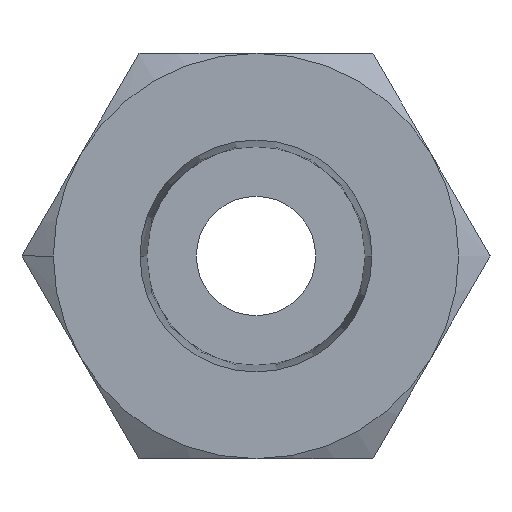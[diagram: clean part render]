
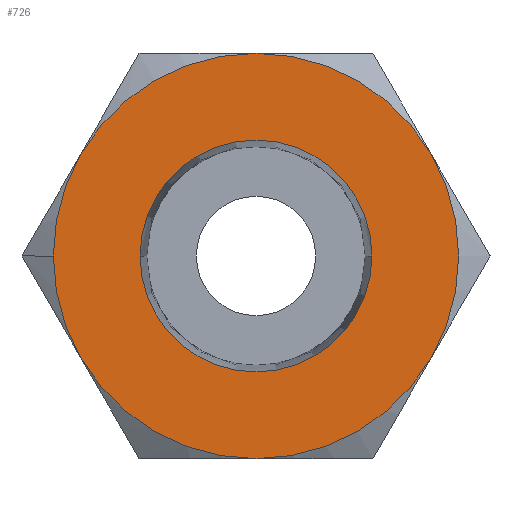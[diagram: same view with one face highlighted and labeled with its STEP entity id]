
A CAD part, front view. The second image highlights one B-rep face of the part: STEP entity #726.
In plain terms, the highlighted planar face has unit normal (0, -1, 0).
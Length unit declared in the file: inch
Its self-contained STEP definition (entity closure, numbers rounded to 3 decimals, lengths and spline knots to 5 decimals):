
#121 = DIRECTION ( 'NONE',  ( 0., 1., 0. ) ) ;
#172 = ORIENTED_EDGE ( 'NONE', *, *, #786, .T. ) ;
#185 = CARTESIAN_POINT ( 'NONE',  ( 0.28981, -0.51181, -0.16732 ) ) ;
#236 = EDGE_CURVE ( 'NONE', #2799, #3254, #2148, .T. ) ;
#295 = CARTESIAN_POINT ( 'NONE',  ( -0.28981, -0.51181, 0.16732 ) ) ;
#373 = AXIS2_PLACEMENT_3D ( 'NONE', #1858, #1842, #1832 ) ;
#459 = DIRECTION ( 'NONE',  ( -1., 0., 0. ) ) ;
#533 = DIRECTION ( 'NONE',  ( 0., -1., 0. ) ) ;
#540 = EDGE_CURVE ( 'NONE', #959, #1741, #1498, .T. ) ;
#546 = CARTESIAN_POINT ( 'NONE',  ( 0., -0.51181, 0. ) ) ;
#573 = AXIS2_PLACEMENT_3D ( 'NONE', #1968, #1954, #1950 ) ;
#645 = AXIS2_PLACEMENT_3D ( 'NONE', #3032, #3022, #3009 ) ;
#665 = EDGE_CURVE ( 'NONE', #1741, #3807, #2095, .T. ) ;
#723 = DIRECTION ( 'NONE',  ( -1., 0., 0. ) ) ;
#726 = ADVANCED_FACE ( 'NONE', ( #1621, #882 ), #2141, .T. ) ;
#727 = DIRECTION ( 'NONE',  ( 0., -1., 0. ) ) ;
#735 = EDGE_CURVE ( 'NONE', #3807, #3813, #3598, .T. ) ;
#738 = AXIS2_PLACEMENT_3D ( 'NONE', #1759, #3777, #2046 ) ;
#786 = EDGE_CURVE ( 'NONE', #3813, #3534, #1720, .T. ) ;
#790 = CARTESIAN_POINT ( 'NONE',  ( 0.1915, -0.51181, 0. ) ) ;
#815 = EDGE_CURVE ( 'NONE', #3534, #2799, #2835, .T. ) ;
#839 = VERTEX_POINT ( 'NONE', #790 ) ;
#882 = FACE_OUTER_BOUND ( 'NONE', #3581, .T. ) ;
#944 = ORIENTED_EDGE ( 'NONE', *, *, #2218, .T. ) ;
#959 = VERTEX_POINT ( 'NONE', #185 ) ;
#1050 = DIRECTION ( 'NONE',  ( -1., 0., 0. ) ) ;
#1053 = DIRECTION ( 'NONE',  ( 0., -1., 0. ) ) ;
#1060 = CARTESIAN_POINT ( 'NONE',  ( 0., -0.51181, 0. ) ) ;
#1226 = DIRECTION ( 'NONE',  ( -1., 0., 0. ) ) ;
#1238 = DIRECTION ( 'NONE',  ( 0., -1., 0. ) ) ;
#1253 = CARTESIAN_POINT ( 'NONE',  ( 0., -0.51181, 0. ) ) ;
#1349 = ORIENTED_EDGE ( 'NONE', *, *, #2661, .T. ) ;
#1371 = EDGE_LOOP ( 'NONE', ( #1349, #3565 ) ) ;
#1400 = CARTESIAN_POINT ( 'NONE',  ( 0.28981, -0.51181, 0.16732 ) ) ;
#1428 = AXIS2_PLACEMENT_3D ( 'NONE', #1060, #1053, #1050 ) ;
#1447 = AXIS2_PLACEMENT_3D ( 'NONE', #546, #533, #459 ) ;
#1498 = CIRCLE ( 'NONE', #645, 0.33465 ) ;
#1621 = FACE_BOUND ( 'NONE', #1371, .T. ) ;
#1675 = AXIS2_PLACEMENT_3D ( 'NONE', #1253, #1238, #1226 ) ;
#1692 = AXIS2_PLACEMENT_3D ( 'NONE', #2553, #2545, #2540 ) ;
#1720 = CIRCLE ( 'NONE', #1428, 0.33465 ) ;
#1741 = VERTEX_POINT ( 'NONE', #1400 ) ;
#1759 = CARTESIAN_POINT ( 'NONE',  ( 0., -0.51181, 0. ) ) ;
#1784 = CARTESIAN_POINT ( 'NONE',  ( -0.28981, -0.51181, -0.16732 ) ) ;
#1832 = DIRECTION ( 'NONE',  ( -1., 0., 0. ) ) ;
#1842 = DIRECTION ( 'NONE',  ( 0., -1., 0. ) ) ;
#1858 = CARTESIAN_POINT ( 'NONE',  ( 0., -0.51181, 0. ) ) ;
#1943 = CARTESIAN_POINT ( 'NONE',  ( 0., -0.51181, 0. ) ) ;
#1950 = DIRECTION ( 'NONE',  ( 0., 0., -1. ) ) ;
#1954 = DIRECTION ( 'NONE',  ( 0., -1., 0. ) ) ;
#1968 = CARTESIAN_POINT ( 'NONE',  ( 0.16732, -0.51181, 0. ) ) ;
#2046 = DIRECTION ( 'NONE',  ( 1., 0., 0. ) ) ;
#2053 = ORIENTED_EDGE ( 'NONE', *, *, #665, .T. ) ;
#2095 = CIRCLE ( 'NONE', #1692, 0.33465 ) ;
#2141 = PLANE ( 'NONE',  #573 ) ;
#2148 = CIRCLE ( 'NONE', #1447, 0.33465 ) ;
#2162 = ORIENTED_EDGE ( 'NONE', *, *, #815, .T. ) ;
#2218 = EDGE_CURVE ( 'NONE', #3254, #959, #3273, .T. ) ;
#2246 = DIRECTION ( 'NONE',  ( 1., 0., 0. ) ) ;
#2350 = CARTESIAN_POINT ( 'NONE',  ( -0.1915, -0.51181, 0. ) ) ;
#2540 = DIRECTION ( 'NONE',  ( -1., 0., 0. ) ) ;
#2545 = DIRECTION ( 'NONE',  ( 0., -1., 0. ) ) ;
#2553 = CARTESIAN_POINT ( 'NONE',  ( 0., -0.51181, 0. ) ) ;
#2584 = CIRCLE ( 'NONE', #3335, 0.1915 ) ;
#2620 = ORIENTED_EDGE ( 'NONE', *, *, #236, .T. ) ;
#2661 = EDGE_CURVE ( 'NONE', #839, #2749, #3440, .T. ) ;
#2664 = ORIENTED_EDGE ( 'NONE', *, *, #540, .T. ) ;
#2749 = VERTEX_POINT ( 'NONE', #2350 ) ;
#2799 = VERTEX_POINT ( 'NONE', #1784 ) ;
#2818 = CARTESIAN_POINT ( 'NONE',  ( 0., -0.51181, 0. ) ) ;
#2835 = CIRCLE ( 'NONE', #3029, 0.33465 ) ;
#2862 = ORIENTED_EDGE ( 'NONE', *, *, #735, .T. ) ;
#3009 = DIRECTION ( 'NONE',  ( -1., 0., 0. ) ) ;
#3022 = DIRECTION ( 'NONE',  ( 0., -1., 0. ) ) ;
#3029 = AXIS2_PLACEMENT_3D ( 'NONE', #2818, #727, #723 ) ;
#3032 = CARTESIAN_POINT ( 'NONE',  ( 0., -0.51181, 0. ) ) ;
#3253 = CARTESIAN_POINT ( 'NONE',  ( -0.33465, -0.51181, 0. ) ) ;
#3254 = VERTEX_POINT ( 'NONE', #3399 ) ;
#3271 = EDGE_CURVE ( 'NONE', #2749, #839, #2584, .T. ) ;
#3273 = CIRCLE ( 'NONE', #1675, 0.33465 ) ;
#3295 = CARTESIAN_POINT ( 'NONE',  ( 0., -0.51181, 0.33465 ) ) ;
#3335 = AXIS2_PLACEMENT_3D ( 'NONE', #1943, #121, #2246 ) ;
#3399 = CARTESIAN_POINT ( 'NONE',  ( 0., -0.51181, -0.33465 ) ) ;
#3440 = CIRCLE ( 'NONE', #738, 0.1915 ) ;
#3534 = VERTEX_POINT ( 'NONE', #3253 ) ;
#3565 = ORIENTED_EDGE ( 'NONE', *, *, #3271, .T. ) ;
#3581 = EDGE_LOOP ( 'NONE', ( #2620, #944, #2664, #2053, #2862, #172, #2162 ) ) ;
#3598 = CIRCLE ( 'NONE', #373, 0.33465 ) ;
#3777 = DIRECTION ( 'NONE',  ( 0., 1., 0. ) ) ;
#3807 = VERTEX_POINT ( 'NONE', #3295 ) ;
#3813 = VERTEX_POINT ( 'NONE', #295 ) ;
